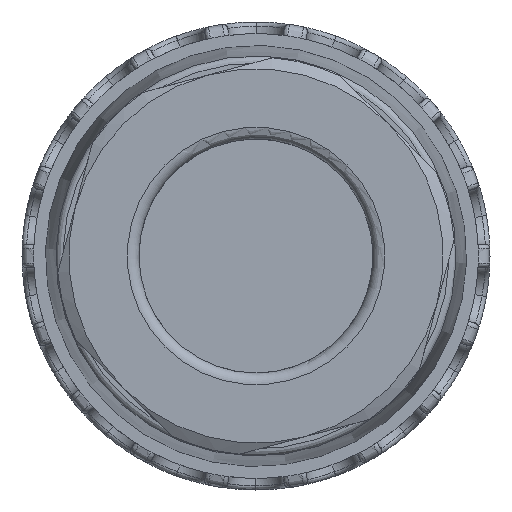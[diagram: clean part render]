
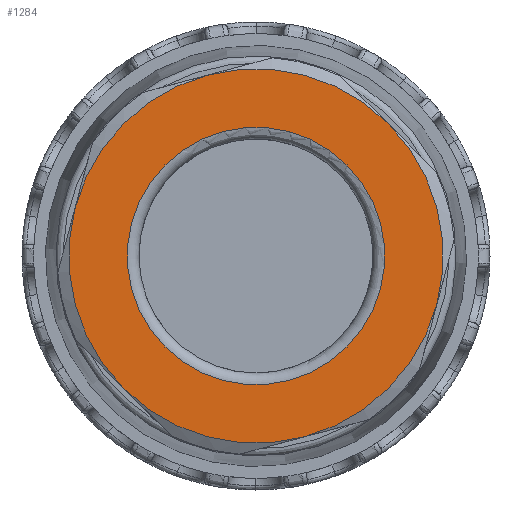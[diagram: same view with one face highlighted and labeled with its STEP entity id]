
A CAD part, front view. The second image highlights one B-rep face of the part: STEP entity #1284.
In plain terms, the highlighted planar face has unit normal (0, -1, 0).
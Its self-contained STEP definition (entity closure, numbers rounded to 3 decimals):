
#1284=ADVANCED_FACE('',(#1472,#1473),#1421,.T.);
#1421=PLANE('',#6487);
#1472=FACE_BOUND('',#1843,.T.);
#1473=FACE_BOUND('',#1844,.T.);
#1843=EDGE_LOOP('',(#3868));
#1844=EDGE_LOOP('',(#3869,#3870,#3871,#3872,#3873,#3874));
#2145=CIRCLE('',#6466,8.);
#2146=CIRCLE('',#6468,8.);
#2148=CIRCLE('',#6472,8.);
#2150=CIRCLE('',#6476,8.);
#2152=CIRCLE('',#6480,8.);
#2154=CIRCLE('',#6484,8.);
#2155=CIRCLE('',#6486,5.5);
#3868=ORIENTED_EDGE('',*,*,#5445,.T.);
#3869=ORIENTED_EDGE('',*,*,#5416,.T.);
#3870=ORIENTED_EDGE('',*,*,#5418,.T.);
#3871=ORIENTED_EDGE('',*,*,#5426,.T.);
#3872=ORIENTED_EDGE('',*,*,#5430,.T.);
#3873=ORIENTED_EDGE('',*,*,#5436,.T.);
#3874=ORIENTED_EDGE('',*,*,#5442,.T.);
#4536=VERTEX_POINT('',#14148);
#4537=VERTEX_POINT('',#14150);
#4538=VERTEX_POINT('',#14157);
#4541=VERTEX_POINT('',#14181);
#4544=VERTEX_POINT('',#14191);
#4547=VERTEX_POINT('',#14208);
#4550=VERTEX_POINT('',#14235);
#5416=EDGE_CURVE('',#4537,#4536,#2145,.T.);
#5418=EDGE_CURVE('',#4536,#4538,#2146,.T.);
#5426=EDGE_CURVE('',#4538,#4541,#2148,.T.);
#5430=EDGE_CURVE('',#4541,#4544,#2150,.T.);
#5436=EDGE_CURVE('',#4544,#4547,#2152,.T.);
#5442=EDGE_CURVE('',#4547,#4537,#2154,.T.);
#5445=EDGE_CURVE('',#4550,#4550,#2155,.T.);
#6466=AXIS2_PLACEMENT_3D('',#14149,#7683,#7684);
#6468=AXIS2_PLACEMENT_3D('',#14156,#7687,#7688);
#6472=AXIS2_PLACEMENT_3D('',#14182,#7697,#7698);
#6476=AXIS2_PLACEMENT_3D('',#14190,#7707,#7708);
#6480=AXIS2_PLACEMENT_3D('',#14207,#7717,#7718);
#6484=AXIS2_PLACEMENT_3D('',#14224,#7727,#7728);
#6486=AXIS2_PLACEMENT_3D('',#14234,#7731,#7732);
#6487=AXIS2_PLACEMENT_3D('',#14236,#7733,#7734);
#7683=DIRECTION('',(0.,-1.,0.));
#7684=DIRECTION('',(0.707,0.,-0.707));
#7687=DIRECTION('',(0.,-1.,0.));
#7688=DIRECTION('',(0.707,0.,-0.707));
#7697=DIRECTION('',(0.,-1.,0.));
#7698=DIRECTION('',(0.707,0.,-0.707));
#7707=DIRECTION('',(0.,-1.,0.));
#7708=DIRECTION('',(0.707,0.,-0.707));
#7717=DIRECTION('',(0.,-1.,0.));
#7718=DIRECTION('',(0.707,0.,-0.707));
#7727=DIRECTION('',(0.,-1.,0.));
#7728=DIRECTION('',(0.707,0.,-0.707));
#7731=DIRECTION('',(0.,1.,0.));
#7732=DIRECTION('',(0.707,0.,-0.707));
#7733=DIRECTION('',(0.,-1.,0.));
#7734=DIRECTION('',(0.707,0.,-0.707));
#14148=CARTESIAN_POINT('',(27.641,-71.165,5.657));
#14149=CARTESIAN_POINT('',(21.985,-71.165,0.));
#14150=CARTESIAN_POINT('',(29.712,-71.165,-2.071));
#14156=CARTESIAN_POINT('',(21.985,-71.165,0.));
#14157=CARTESIAN_POINT('',(19.914,-71.165,7.727));
#14181=CARTESIAN_POINT('',(14.257,-71.165,2.071));
#14182=CARTESIAN_POINT('',(21.985,-71.165,0.));
#14190=CARTESIAN_POINT('',(21.985,-71.165,0.));
#14191=CARTESIAN_POINT('',(16.328,-71.165,-5.657));
#14207=CARTESIAN_POINT('',(21.985,-71.165,0.));
#14208=CARTESIAN_POINT('',(24.055,-71.165,-7.727));
#14224=CARTESIAN_POINT('',(21.985,-71.165,0.));
#14234=CARTESIAN_POINT('',(21.985,-71.165,0.));
#14235=CARTESIAN_POINT('',(25.874,-71.165,-3.889));
#14236=CARTESIAN_POINT('',(15.974,-71.165,6.01));
